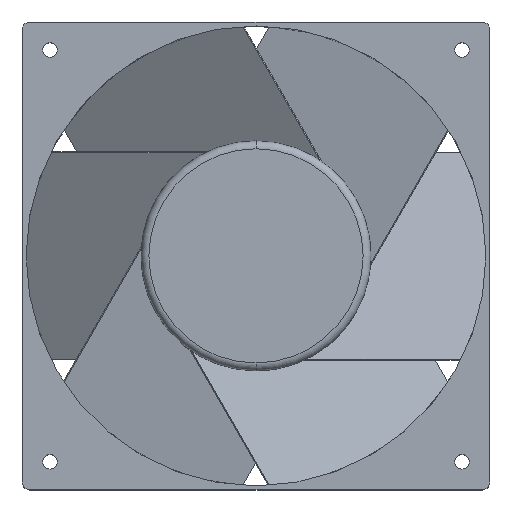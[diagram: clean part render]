
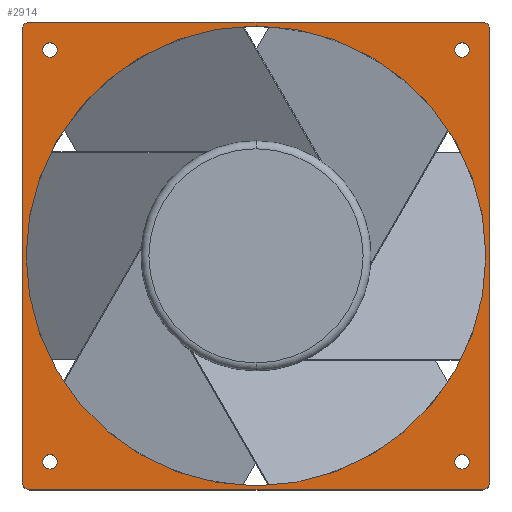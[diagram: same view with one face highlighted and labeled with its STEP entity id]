
A CAD part, top view. The second image highlights one B-rep face of the part: STEP entity #2914.
In plain terms, the highlighted planar face has unit normal (0, 0, 1).
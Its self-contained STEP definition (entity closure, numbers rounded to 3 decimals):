
#1013=DIRECTION('',(0.,-1.,0.));
#1014=VECTOR('',#1013,115.);
#1015=CARTESIAN_POINT('',(59.5,57.5,38.));
#1016=LINE('',#1015,#1014);
#1017=CARTESIAN_POINT('',(57.5,-57.5,38.));
#1018=DIRECTION('',(0.,0.,1.));
#1019=DIRECTION('',(0.,-1.,0.));
#1020=AXIS2_PLACEMENT_3D('',#1017,#1018,#1019);
#1022=DIRECTION('',(-1.,0.,0.));
#1023=VECTOR('',#1022,115.);
#1024=CARTESIAN_POINT('',(57.5,-59.5,38.));
#1025=LINE('',#1024,#1023);
#1026=CARTESIAN_POINT('',(-57.5,-57.5,38.));
#1027=DIRECTION('',(0.,0.,1.));
#1028=DIRECTION('',(-1.,0.,0.));
#1029=AXIS2_PLACEMENT_3D('',#1026,#1027,#1028);
#1031=DIRECTION('',(0.,1.,0.));
#1032=VECTOR('',#1031,115.);
#1033=CARTESIAN_POINT('',(-59.5,-57.5,38.));
#1034=LINE('',#1033,#1032);
#1035=CARTESIAN_POINT('',(-57.5,57.5,38.));
#1036=DIRECTION('',(0.,0.,1.));
#1037=DIRECTION('',(0.,1.,0.));
#1038=AXIS2_PLACEMENT_3D('',#1035,#1036,#1037);
#1040=DIRECTION('',(1.,0.,0.));
#1041=VECTOR('',#1040,115.);
#1042=CARTESIAN_POINT('',(-57.5,59.5,38.));
#1043=LINE('',#1042,#1041);
#1044=CARTESIAN_POINT('',(57.5,57.5,38.));
#1045=DIRECTION('',(0.,0.,1.));
#1046=DIRECTION('',(1.,0.,0.));
#1047=AXIS2_PLACEMENT_3D('',#1044,#1045,#1046);
#1049=CARTESIAN_POINT('',(0.,0.,38.));
#1050=DIRECTION('',(0.,0.,-1.));
#1051=DIRECTION('',(1.,0.,0.));
#1052=AXIS2_PLACEMENT_3D('',#1049,#1050,#1051);
#1054=CARTESIAN_POINT('',(0.,0.,38.));
#1055=DIRECTION('',(0.,0.,-1.));
#1056=DIRECTION('',(-1.,0.,0.));
#1057=AXIS2_PLACEMENT_3D('',#1054,#1055,#1056);
#1059=CARTESIAN_POINT('',(52.4,52.4,38.));
#1060=DIRECTION('',(0.,0.,-1.));
#1061=DIRECTION('',(-1.,0.,0.));
#1062=AXIS2_PLACEMENT_3D('',#1059,#1060,#1061);
#1064=CARTESIAN_POINT('',(52.4,52.4,38.));
#1065=DIRECTION('',(0.,0.,-1.));
#1066=DIRECTION('',(1.,0.,0.));
#1067=AXIS2_PLACEMENT_3D('',#1064,#1065,#1066);
#1069=CARTESIAN_POINT('',(-52.4,52.4,38.));
#1070=DIRECTION('',(0.,0.,-1.));
#1071=DIRECTION('',(-1.,0.,0.));
#1072=AXIS2_PLACEMENT_3D('',#1069,#1070,#1071);
#1074=CARTESIAN_POINT('',(-52.4,52.4,38.));
#1075=DIRECTION('',(0.,0.,-1.));
#1076=DIRECTION('',(1.,0.,0.));
#1077=AXIS2_PLACEMENT_3D('',#1074,#1075,#1076);
#1079=CARTESIAN_POINT('',(52.4,-52.4,38.));
#1080=DIRECTION('',(0.,0.,-1.));
#1081=DIRECTION('',(-1.,0.,0.));
#1082=AXIS2_PLACEMENT_3D('',#1079,#1080,#1081);
#1084=CARTESIAN_POINT('',(52.4,-52.4,38.));
#1085=DIRECTION('',(0.,0.,-1.));
#1086=DIRECTION('',(1.,0.,0.));
#1087=AXIS2_PLACEMENT_3D('',#1084,#1085,#1086);
#1089=CARTESIAN_POINT('',(-52.4,-52.4,38.));
#1090=DIRECTION('',(0.,0.,-1.));
#1091=DIRECTION('',(-1.,0.,0.));
#1092=AXIS2_PLACEMENT_3D('',#1089,#1090,#1091);
#1094=CARTESIAN_POINT('',(-52.4,-52.4,38.));
#1095=DIRECTION('',(0.,0.,-1.));
#1096=DIRECTION('',(1.,0.,0.));
#1097=AXIS2_PLACEMENT_3D('',#1094,#1095,#1096);
#1585=CARTESIAN_POINT('',(-57.5,59.5,38.));
#1586=CARTESIAN_POINT('',(-59.5,57.5,38.));
#1587=VERTEX_POINT('',#1585);
#1588=VERTEX_POINT('',#1586);
#1589=CARTESIAN_POINT('',(-59.5,-57.5,38.));
#1590=CARTESIAN_POINT('',(-57.5,-59.5,38.));
#1591=VERTEX_POINT('',#1589);
#1592=VERTEX_POINT('',#1590);
#1593=CARTESIAN_POINT('',(57.5,-59.5,38.));
#1594=CARTESIAN_POINT('',(59.5,-57.5,38.));
#1595=VERTEX_POINT('',#1593);
#1596=VERTEX_POINT('',#1594);
#1597=CARTESIAN_POINT('',(59.5,57.5,38.));
#1598=CARTESIAN_POINT('',(57.5,59.5,38.));
#1599=VERTEX_POINT('',#1597);
#1600=VERTEX_POINT('',#1598);
#1625=CARTESIAN_POINT('',(58.5,0.,38.));
#1626=CARTESIAN_POINT('',(-58.5,0.,38.));
#1627=VERTEX_POINT('',#1625);
#1628=VERTEX_POINT('',#1626);
#1853=CARTESIAN_POINT('',(50.55,52.4,38.));
#1854=CARTESIAN_POINT('',(54.25,52.4,38.));
#1855=VERTEX_POINT('',#1853);
#1856=VERTEX_POINT('',#1854);
#1861=CARTESIAN_POINT('',(-54.25,52.4,38.));
#1862=CARTESIAN_POINT('',(-50.55,52.4,38.));
#1863=VERTEX_POINT('',#1861);
#1864=VERTEX_POINT('',#1862);
#1869=CARTESIAN_POINT('',(50.55,-52.4,38.));
#1870=CARTESIAN_POINT('',(54.25,-52.4,38.));
#1871=VERTEX_POINT('',#1869);
#1872=VERTEX_POINT('',#1870);
#1877=CARTESIAN_POINT('',(-54.25,-52.4,38.));
#1878=CARTESIAN_POINT('',(-50.55,-52.4,38.));
#1879=VERTEX_POINT('',#1877);
#1880=VERTEX_POINT('',#1878);
#2863=CARTESIAN_POINT('',(0.,0.,38.));
#2864=DIRECTION('',(0.,0.,1.));
#2865=DIRECTION('',(1.,0.,0.));
#2866=AXIS2_PLACEMENT_3D('',#2863,#2864,#2865);
#2867=PLANE('',#2866);
#2869=ORIENTED_EDGE('',*,*,#2868,.T.);
#2871=ORIENTED_EDGE('',*,*,#2870,.F.);
#2873=ORIENTED_EDGE('',*,*,#2872,.T.);
#2875=ORIENTED_EDGE('',*,*,#2874,.F.);
#2877=ORIENTED_EDGE('',*,*,#2876,.T.);
#2879=ORIENTED_EDGE('',*,*,#2878,.F.);
#2881=ORIENTED_EDGE('',*,*,#2880,.T.);
#2883=ORIENTED_EDGE('',*,*,#2882,.F.);
#2884=EDGE_LOOP('',(#2869,#2871,#2873,#2875,#2877,#2879,#2881,#2883));
#2885=FACE_OUTER_BOUND('',#2884,.F.);
#2886=ORIENTED_EDGE('',*,*,#2315,.F.);
#2887=ORIENTED_EDGE('',*,*,#2144,.F.);
#2888=EDGE_LOOP('',(#2886,#2887));
#2889=FACE_BOUND('',#2888,.F.);
#2891=ORIENTED_EDGE('',*,*,#2890,.F.);
#2893=ORIENTED_EDGE('',*,*,#2892,.F.);
#2894=EDGE_LOOP('',(#2891,#2893));
#2895=FACE_BOUND('',#2894,.F.);
#2897=ORIENTED_EDGE('',*,*,#2896,.F.);
#2899=ORIENTED_EDGE('',*,*,#2898,.F.);
#2900=EDGE_LOOP('',(#2897,#2899));
#2901=FACE_BOUND('',#2900,.F.);
#2903=ORIENTED_EDGE('',*,*,#2902,.F.);
#2905=ORIENTED_EDGE('',*,*,#2904,.F.);
#2906=EDGE_LOOP('',(#2903,#2905));
#2907=FACE_BOUND('',#2906,.F.);
#2909=ORIENTED_EDGE('',*,*,#2908,.F.);
#2911=ORIENTED_EDGE('',*,*,#2910,.F.);
#2912=EDGE_LOOP('',(#2909,#2911));
#2913=FACE_BOUND('',#2912,.F.);
#2914=ADVANCED_FACE('',(#2885,#2889,#2895,#2901,#2907,#2913),#2867,.T.);
#1021=CIRCLE('',#1020,2.);
#1030=CIRCLE('',#1029,2.);
#1039=CIRCLE('',#1038,2.);
#1048=CIRCLE('',#1047,2.);
#1053=CIRCLE('',#1052,58.5);
#1058=CIRCLE('',#1057,58.5);
#1063=CIRCLE('',#1062,1.85);
#1068=CIRCLE('',#1067,1.85);
#1073=CIRCLE('',#1072,1.85);
#1078=CIRCLE('',#1077,1.85);
#1083=CIRCLE('',#1082,1.85);
#1088=CIRCLE('',#1087,1.85);
#1093=CIRCLE('',#1092,1.85);
#1098=CIRCLE('',#1097,1.85);
#2144=EDGE_CURVE('',#1628,#1627,#1058,.T.);
#2315=EDGE_CURVE('',#1627,#1628,#1053,.T.);
#2868=EDGE_CURVE('',#1599,#1596,#1016,.T.);
#2870=EDGE_CURVE('',#1595,#1596,#1021,.T.);
#2872=EDGE_CURVE('',#1595,#1592,#1025,.T.);
#2874=EDGE_CURVE('',#1591,#1592,#1030,.T.);
#2876=EDGE_CURVE('',#1591,#1588,#1034,.T.);
#2878=EDGE_CURVE('',#1587,#1588,#1039,.T.);
#2880=EDGE_CURVE('',#1587,#1600,#1043,.T.);
#2882=EDGE_CURVE('',#1599,#1600,#1048,.T.);
#2890=EDGE_CURVE('',#1855,#1856,#1063,.T.);
#2892=EDGE_CURVE('',#1856,#1855,#1068,.T.);
#2896=EDGE_CURVE('',#1863,#1864,#1073,.T.);
#2898=EDGE_CURVE('',#1864,#1863,#1078,.T.);
#2902=EDGE_CURVE('',#1871,#1872,#1083,.T.);
#2904=EDGE_CURVE('',#1872,#1871,#1088,.T.);
#2908=EDGE_CURVE('',#1879,#1880,#1093,.T.);
#2910=EDGE_CURVE('',#1880,#1879,#1098,.T.);
